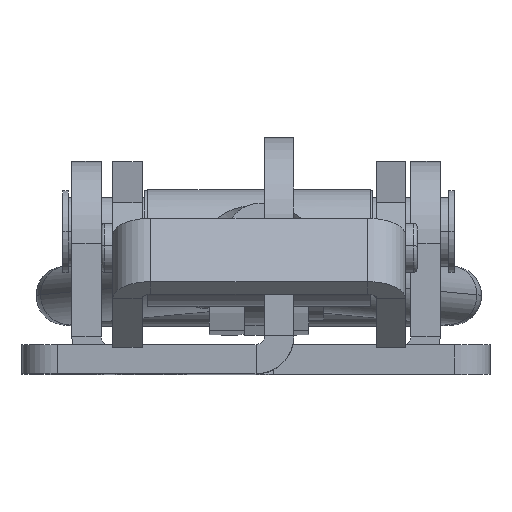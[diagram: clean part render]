
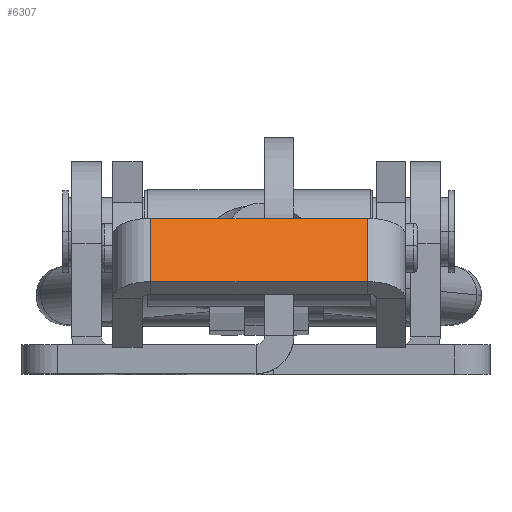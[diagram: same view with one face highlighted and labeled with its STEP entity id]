
A CAD part, top view. The second image highlights one B-rep face of the part: STEP entity #6307.
In plain terms, the highlighted face is planar.
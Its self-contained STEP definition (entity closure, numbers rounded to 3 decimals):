
#8 = VERTEX_POINT ( 'NONE', #4674 ) ;
#36 = CARTESIAN_POINT ( 'NONE',  ( -9.263, -2.5, -6. ) ) ;
#412 = EDGE_CURVE ( 'NONE', #5631, #3631, #5671, .T. ) ;
#647 = EDGE_LOOP ( 'NONE', ( #4086, #3936, #6453, #1285 ) ) ;
#742 = VECTOR ( 'NONE', #1993, 1000. ) ;
#1047 = VECTOR ( 'NONE', #4354, 1000. ) ;
#1285 = ORIENTED_EDGE ( 'NONE', *, *, #412, .F. ) ;
#1848 = EDGE_CURVE ( 'NONE', #8, #6908, #5752, .T. ) ;
#1951 = CARTESIAN_POINT ( 'NONE',  ( -69.301, -2.5, -30.196 ) ) ;
#1993 = DIRECTION ( 'NONE',  ( 0., 0., -1. ) ) ;
#2025 = DIRECTION ( 'NONE',  ( -1., 0., 0. ) ) ;
#2426 = CARTESIAN_POINT ( 'NONE',  ( 9.263, -2.5, 0. ) ) ;
#2458 = LINE ( 'NONE', #3274, #1047 ) ;
#2507 = PLANE ( 'NONE',  #5040 ) ;
#2907 = VECTOR ( 'NONE', #4757, 1000. ) ;
#3061 = DIRECTION ( 'NONE',  ( 0., 0., 1. ) ) ;
#3241 = CARTESIAN_POINT ( 'NONE',  ( 9.263, -2.5, -6. ) ) ;
#3274 = CARTESIAN_POINT ( 'NONE',  ( 9.263, -2.5, -30.196 ) ) ;
#3631 = VERTEX_POINT ( 'NONE', #36 ) ;
#3655 = CARTESIAN_POINT ( 'NONE',  ( 0., -2.5, 0. ) ) ;
#3936 = ORIENTED_EDGE ( 'NONE', *, *, #1848, .F. ) ;
#4086 = ORIENTED_EDGE ( 'NONE', *, *, #4106, .F. ) ;
#4106 = EDGE_CURVE ( 'NONE', #6908, #5631, #2458, .T. ) ;
#4354 = DIRECTION ( 'NONE',  ( 0., 0., -1. ) ) ;
#4674 = CARTESIAN_POINT ( 'NONE',  ( -9.263, -2.5, 0. ) ) ;
#4757 = DIRECTION ( 'NONE',  ( 1., 0., 0. ) ) ;
#5040 = AXIS2_PLACEMENT_3D ( 'NONE', #1951, #6264, #3061 ) ;
#5332 = VECTOR ( 'NONE', #2025, 1000. ) ;
#5440 = EDGE_CURVE ( 'NONE', #8, #3631, #6259, .T. ) ;
#5631 = VERTEX_POINT ( 'NONE', #3241 ) ;
#5671 = LINE ( 'NONE', #5779, #5332 ) ;
#5737 = CARTESIAN_POINT ( 'NONE',  ( -9.263, -2.5, -30.196 ) ) ;
#5752 = LINE ( 'NONE', #3655, #2907 ) ;
#5779 = CARTESIAN_POINT ( 'NONE',  ( 0., -2.5, -6. ) ) ;
#5957 = FACE_OUTER_BOUND ( 'NONE', #647, .T. ) ;
#6259 = LINE ( 'NONE', #5737, #742 ) ;
#6264 = DIRECTION ( 'NONE',  ( 0., 1., 0. ) ) ;
#6307 = ADVANCED_FACE ( 'NONE', ( #5957 ), #2507, .F. ) ;
#6453 = ORIENTED_EDGE ( 'NONE', *, *, #5440, .T. ) ;
#6908 = VERTEX_POINT ( 'NONE', #2426 ) ;
